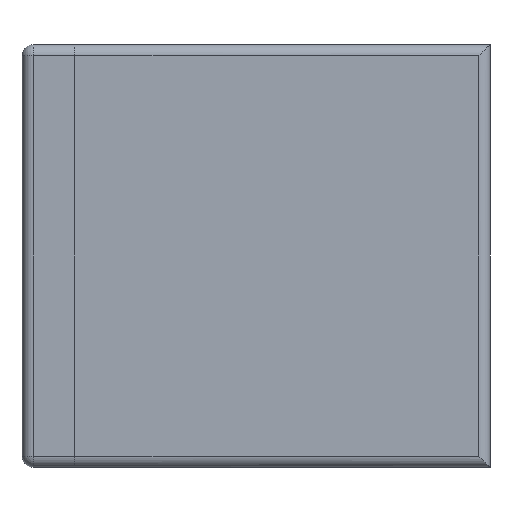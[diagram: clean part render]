
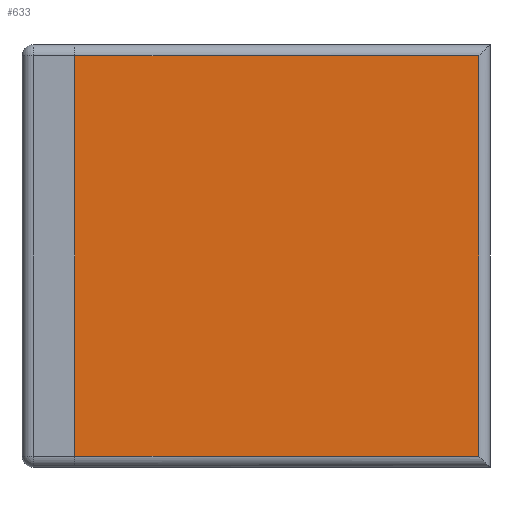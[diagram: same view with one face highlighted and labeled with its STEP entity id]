
A CAD part, front view. The second image highlights one B-rep face of the part: STEP entity #633.
In plain terms, the highlighted planar face has unit normal (0, -1, 0).
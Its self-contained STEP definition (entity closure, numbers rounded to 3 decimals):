
#612 = LINE ( 'NONE', #1708, #6770 ) ;
#633 = ADVANCED_FACE ( 'NONE', ( #5853 ), #2389, .T. ) ;
#1708 = CARTESIAN_POINT ( 'NONE',  ( -19.605, 0., 45.372 ) ) ;
#2010 = CARTESIAN_POINT ( 'NONE',  ( 33.895, 0., 46.872 ) ) ;
#2389 = PLANE ( 'NONE',  #5016 ) ;
#2605 = EDGE_CURVE ( 'NONE', #8937, #10919, #612, .T. ) ;
#2723 = EDGE_CURVE ( 'NONE', #12015, #8937, #12496, .T. ) ;
#2751 = CARTESIAN_POINT ( 'NONE',  ( -19.605, 0., -7.628 ) ) ;
#3402 = DIRECTION ( 'NONE',  ( 0., 0., -1. ) ) ;
#3802 = DIRECTION ( 'NONE',  ( 0., 0., 1. ) ) ;
#3970 = ORIENTED_EDGE ( 'NONE', *, *, #4316, .T. ) ;
#4316 = EDGE_CURVE ( 'NONE', #12841, #12015, #15050, .T. ) ;
#4403 = CARTESIAN_POINT ( 'NONE',  ( 35.395, 0., -7.628 ) ) ;
#4702 = EDGE_CURVE ( 'NONE', #12841, #10919, #13520, .T. ) ;
#4707 = DIRECTION ( 'NONE',  ( 0., -1., 0. ) ) ;
#5016 = AXIS2_PLACEMENT_3D ( 'NONE', #14047, #4707, #3402 ) ;
#5853 = FACE_OUTER_BOUND ( 'NONE', #9001, .T. ) ;
#6415 = DIRECTION ( 'NONE',  ( -1., 0., 0. ) ) ;
#6759 = VECTOR ( 'NONE', #11482, 1000. ) ;
#6770 = VECTOR ( 'NONE', #6415, 1000. ) ;
#6899 = ORIENTED_EDGE ( 'NONE', *, *, #2723, .T. ) ;
#7233 = ORIENTED_EDGE ( 'NONE', *, *, #2605, .T. ) ;
#7386 = CARTESIAN_POINT ( 'NONE',  ( 33.895, 0., -7.628 ) ) ;
#8937 = VERTEX_POINT ( 'NONE', #10846 ) ;
#9001 = EDGE_LOOP ( 'NONE', ( #6899, #7233, #10069, #3970 ) ) ;
#9133 = DIRECTION ( 'NONE',  ( 1., 0., 0. ) ) ;
#9891 = VECTOR ( 'NONE', #9133, 1000. ) ;
#10069 = ORIENTED_EDGE ( 'NONE', *, *, #4702, .F. ) ;
#10607 = VECTOR ( 'NONE', #3802, 1000. ) ;
#10846 = CARTESIAN_POINT ( 'NONE',  ( 33.895, 0., 45.372 ) ) ;
#10919 = VERTEX_POINT ( 'NONE', #12885 ) ;
#11482 = DIRECTION ( 'NONE',  ( 0., 0., 1. ) ) ;
#12015 = VERTEX_POINT ( 'NONE', #7386 ) ;
#12496 = LINE ( 'NONE', #2010, #6759 ) ;
#12841 = VERTEX_POINT ( 'NONE', #2751 ) ;
#12885 = CARTESIAN_POINT ( 'NONE',  ( -19.605, 0., 45.372 ) ) ;
#13363 = CARTESIAN_POINT ( 'NONE',  ( -19.605, 0., 46.872 ) ) ;
#13520 = LINE ( 'NONE', #13363, #10607 ) ;
#14047 = CARTESIAN_POINT ( 'NONE',  ( 0., 0., 0. ) ) ;
#15050 = LINE ( 'NONE', #4403, #9891 ) ;
